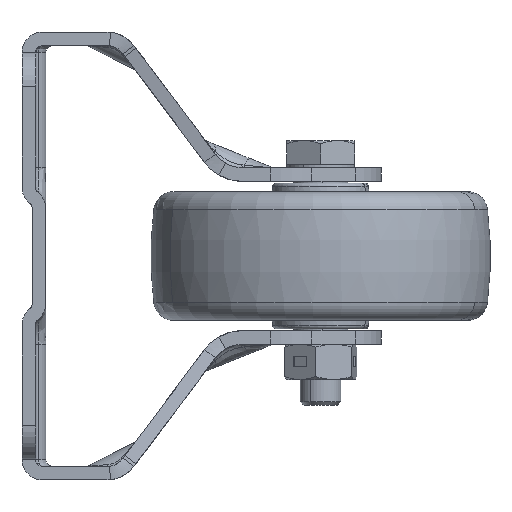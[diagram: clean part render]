
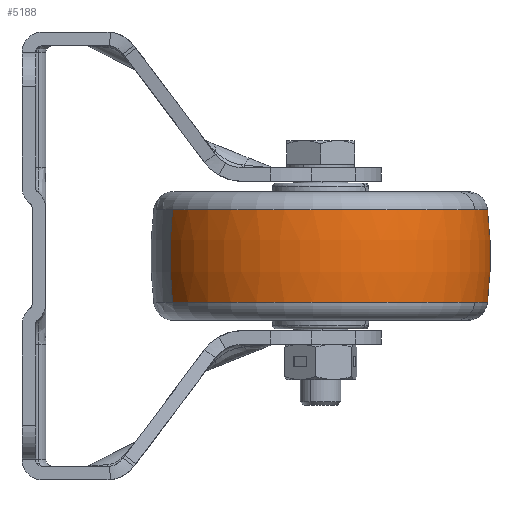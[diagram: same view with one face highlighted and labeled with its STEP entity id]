
A CAD part, left-side view. The second image highlights one B-rep face of the part: STEP entity #5188.
In plain terms, the highlighted toroidal (fillet/blend) face has major radius 35 mm and minor radius 60 mm.
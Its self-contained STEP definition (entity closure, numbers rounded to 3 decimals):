
#46 = ORIENTED_EDGE ( 'NONE', *, *, #31506, .T. ) ;
#109 = DIRECTION ( 'NONE',  ( 0.462, -0.887, 0. ) ) ;
#537 = CARTESIAN_POINT ( 'NONE',  ( -11.373, -22.177, -6.842 ) ) ;
#565 = ORIENTED_EDGE ( 'NONE', *, *, #7650, .T. ) ;
#924 = EDGE_CURVE ( 'NONE', #12695, #14868, #9909, .T. ) ;
#962 = EDGE_CURVE ( 'NONE', #5005, #26655, #29867, .T. ) ;
#3486 = DIRECTION ( 'NONE',  ( 0., 0., 1. ) ) ;
#4002 = VERTEX_POINT ( 'NONE', #23957 ) ;
#4846 = CARTESIAN_POINT ( 'NONE',  ( -16.176, -12.962, 0. ) ) ;
#5005 = VERTEX_POINT ( 'NONE', #537 ) ;
#5188 = ADVANCED_FACE ( 'NONE', ( #20897 ), #18335, .T. ) ;
#5544 = DIRECTION ( 'NONE',  ( 0., 0., 1. ) ) ;
#6152 = AXIS2_PLACEMENT_3D ( 'NONE', #7322, #25222, #17626 ) ;
#6166 = ORIENTED_EDGE ( 'NONE', *, *, #31106, .F. ) ;
#6331 = DIRECTION ( 'NONE',  ( -0.382, -0.924, 0. ) ) ;
#7322 = CARTESIAN_POINT ( 'NONE',  ( 0., -44., 6.842 ) ) ;
#7650 = EDGE_CURVE ( 'NONE', #4002, #29757, #26731, .T. ) ;
#8129 = CARTESIAN_POINT ( 'NONE',  ( 16.176, -75.038, 0. ) ) ;
#8278 = AXIS2_PLACEMENT_3D ( 'NONE', #15088, #30958, #17933 ) ;
#9909 = CIRCLE ( 'NONE', #8278, 24.609 ) ;
#9990 = DIRECTION ( 'NONE',  ( 0.887, 0.462, 0. ) ) ;
#10016 = EDGE_CURVE ( 'NONE', #5005, #4002, #11992, .T. ) ;
#10970 = CIRCLE ( 'NONE', #6152, 24.609 ) ;
#11992 = CIRCLE ( 'NONE', #29811, 24.609 ) ;
#12695 = VERTEX_POINT ( 'NONE', #22508 ) ;
#13047 = CARTESIAN_POINT ( 'NONE',  ( 11.373, -65.823, -6.842 ) ) ;
#14868 = VERTEX_POINT ( 'NONE', #32690 ) ;
#15088 = CARTESIAN_POINT ( 'NONE',  ( 0., -44., 6.842 ) ) ;
#16082 = ORIENTED_EDGE ( 'NONE', *, *, #962, .F. ) ;
#17626 = DIRECTION ( 'NONE',  ( -0.382, -0.924, 0. ) ) ;
#17933 = DIRECTION ( 'NONE',  ( -0.382, -0.924, 0. ) ) ;
#18335 = TOROIDAL_SURFACE ( 'NONE', #20465, -35., 60. ) ;
#18456 = AXIS2_PLACEMENT_3D ( 'NONE', #4846, #22886, #109 ) ;
#19172 = AXIS2_PLACEMENT_3D ( 'NONE', #23881, #3486, #6331 ) ;
#20465 = AXIS2_PLACEMENT_3D ( 'NONE', #30863, #5544, #28826 ) ;
#20897 = FACE_OUTER_BOUND ( 'NONE', #27681, .T. ) ;
#22508 = CARTESIAN_POINT ( 'NONE',  ( -9.509, -66.697, 6.842 ) ) ;
#22886 = DIRECTION ( 'NONE',  ( -0.887, -0.462, 0. ) ) ;
#23881 = CARTESIAN_POINT ( 'NONE',  ( 0., -44., -6.842 ) ) ;
#23957 = CARTESIAN_POINT ( 'NONE',  ( -9.514, -66.695, -6.842 ) ) ;
#25222 = DIRECTION ( 'NONE',  ( 0., 0., 1. ) ) ;
#25241 = DIRECTION ( 'NONE',  ( 0., 0., 1. ) ) ;
#26655 = VERTEX_POINT ( 'NONE', #31290 ) ;
#26731 = CIRCLE ( 'NONE', #19172, 24.609 ) ;
#27336 = ORIENTED_EDGE ( 'NONE', *, *, #924, .F. ) ;
#27609 = CARTESIAN_POINT ( 'NONE',  ( 0., -44., -6.842 ) ) ;
#27681 = EDGE_LOOP ( 'NONE', ( #16082, #28584, #565, #46, #27336, #6166 ) ) ;
#28584 = ORIENTED_EDGE ( 'NONE', *, *, #10016, .T. ) ;
#28826 = DIRECTION ( 'NONE',  ( 0.462, -0.887, 0. ) ) ;
#29757 = VERTEX_POINT ( 'NONE', #13047 ) ;
#29811 = AXIS2_PLACEMENT_3D ( 'NONE', #27609, #25241, #30499 ) ;
#29867 = CIRCLE ( 'NONE', #30968, 60. ) ;
#30499 = DIRECTION ( 'NONE',  ( -0.382, -0.924, 0. ) ) ;
#30632 = DIRECTION ( 'NONE',  ( -0.462, 0.887, 0. ) ) ;
#30863 = CARTESIAN_POINT ( 'NONE',  ( 0., -44., 0. ) ) ;
#30958 = DIRECTION ( 'NONE',  ( 0., 0., 1. ) ) ;
#30968 = AXIS2_PLACEMENT_3D ( 'NONE', #8129, #9990, #30632 ) ;
#31106 = EDGE_CURVE ( 'NONE', #26655, #12695, #10970, .T. ) ;
#31290 = CARTESIAN_POINT ( 'NONE',  ( -11.373, -22.177, 6.842 ) ) ;
#31435 = CIRCLE ( 'NONE', #18456, 60. ) ;
#31506 = EDGE_CURVE ( 'NONE', #29757, #14868, #31435, .T. ) ;
#32690 = CARTESIAN_POINT ( 'NONE',  ( 11.373, -65.823, 6.842 ) ) ;
